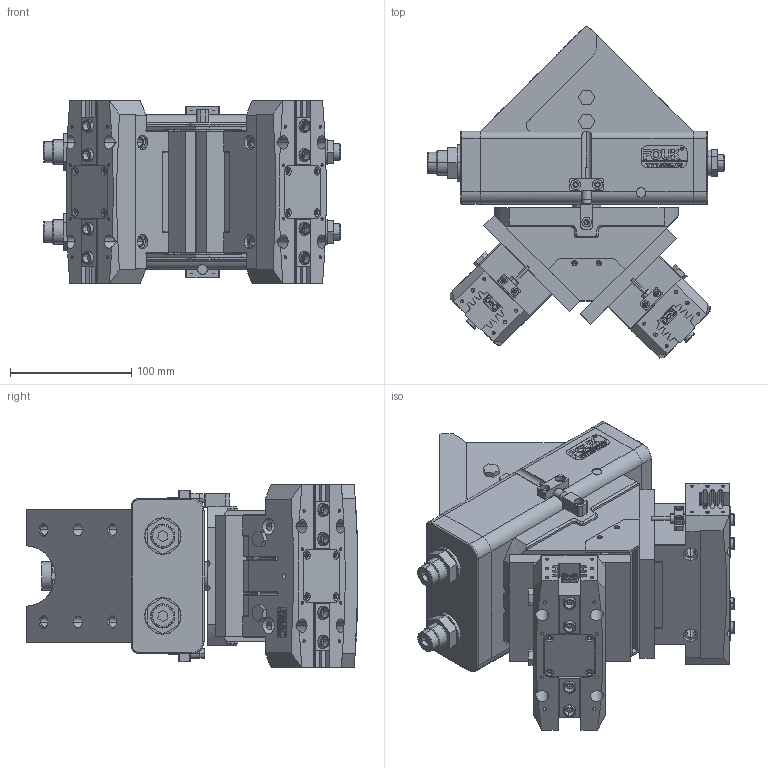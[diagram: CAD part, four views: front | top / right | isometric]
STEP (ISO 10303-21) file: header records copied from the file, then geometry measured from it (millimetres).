
FILE_DESCRIPTION (( 'STEP AP203' ), '1' );
FILE_NAME ('TG40-FR57-151-90¡ã.STEP', '2025-04-08T01:02:34', ( 'USER-' ), ( 'Microsoft' ), 'SwSTEP 2.0', 'SolidWorks 2018', '' );
FILE_SCHEMA (( 'CONFIG_CONTROL_DESIGN' ));
Length unit declared in the file: millimetre
Products named in the file (44): TG40-FR57-151-90°; TG40-M-05遣喳傷裔; TG40.sldasm-Part-28; TG40.sldasm-Part-20; 38x18-R5; TRT57-151-MX-02 喘倛賑輸; TG40.sldasm-Part-41; TG40.sldasm-Part-11; P-GS-T-01 諉輪羲壽標厥釱; 揤輸; TRT57-151-MX-06 笢猾え; TG40-M-12 茞癹弇傷裔; TG40.sldasm-Part-22; 揤輸杅耀.sldasm-Part-9; TRT57-151-MX-01 喘倛褲极; M14-1.5-70蹟翐; TG40.sldasm-Part-34; TG40.sldasm-Part-25; 揤輸-1; ﾏ擎ﾗ10｡ﾁ8｡ﾁ6; TG40.sldasm-Part-29; TG40.sldasm-Part-19; TG40.sldasm-Part-21; 蟀諉啣5; TG40.sldasm-Part-7; TG40.sldasm-Part-35; TG40-M-02眻褒輸; TG40.sldasm-Part-8; TG40.sldasm-Part-6; TG40; 棠羲換覜ん; 内六角圆柱头螺钉[GBT70_1-2008][M2.5×8]; TG40.sldasm-Part-26; TRT57-151-MX-05 菁裔啣; TG40.sldasm-Part-13; TG40.sldasm-Part-9; TG40.sldasm-Part-27; TG40.sldasm-Part-12; FR57-151; TG40.sldasm-Part-37 ...
Assembly tree (62 placements, depth 4):
  TG40-FR57-151-90°
    TG40
      TG40.sldasm-Part-6
      TG40.sldasm-Part-7
      TG40.sldasm-Part-8
      TG40.sldasm-Part-9
      TG40.sldasm-Part-11
      TG40.sldasm-Part-12
      TG40.sldasm-Part-13
      TG40.sldasm-Part-14
      TG40.sldasm-Part-19
      TG40.sldasm-Part-20
      TG40.sldasm-Part-21
      TG40.sldasm-Part-22
      TG40.sldasm-Part-25
      TG40.sldasm-Part-26
      TG40.sldasm-Part-27
      TG40.sldasm-Part-28
      TG40.sldasm-Part-29
      TG40.sldasm-Part-34
      TG40.sldasm-Part-35
      TG40.sldasm-Part-37
      TG40.sldasm-Part-41
      TG40-M-12 茞癹弇傷裔
      M14杶蚾  x2
      M14-1.5-70蹟翐  x2
      TG40-M-02眻褒輸
      TG40-M-05遣喳傷裔
      38x18-R5
    蟀諉啣5  x2
    TG40.sldasm-Part-29  x4
    FR57-151  x2
      揤輸
        揤輸杅耀.sldasm-Part-9
        内六角圆柱头螺钉[GBT70_1-2008][M2.5×8]  x2
      揤輸-1
        揤輸杅耀.sldasm-Part-9
        内六角圆柱头螺钉[GBT70_1-2008][M2.5×8]  x2
      TRT57-151-MX-01 喘倛褲极
      TRT57-151-MX-02 喘倛賑輸
      TRT57-151-MX-05 菁裔啣
      TRT57-151-MX-06 笢猾え
      P-GS-T-01 諉輪羲壽標厥釱
      电容传感器8x23接近开关
      25x10-R1.5
      ﾏ擎ﾗ10｡ﾁ8｡ﾁ6
      棠羲換覜ん
Bounding box: 244.5 x 274.09 x 151 mm (x, y, z)
Volume: 4073647.6 mm3; surface area: 561641.6 mm2
Topology: 81 solids, 103 shells, 3999 faces, 10226 edges, 6544 vertices
Faces by surface type: plane 1843, cylinder 1124, cone 496, bspline 465, torus 71
Entity records: 87264 total; most frequent: CARTESIAN_POINT 26286, ORIENTED_EDGE 11870, DIRECTION 10911, EDGE_CURVE 5935, VERTEX_POINT 3873, LINE 3639, VECTOR 3639, AXIS2_PLACEMENT_3D 3636
